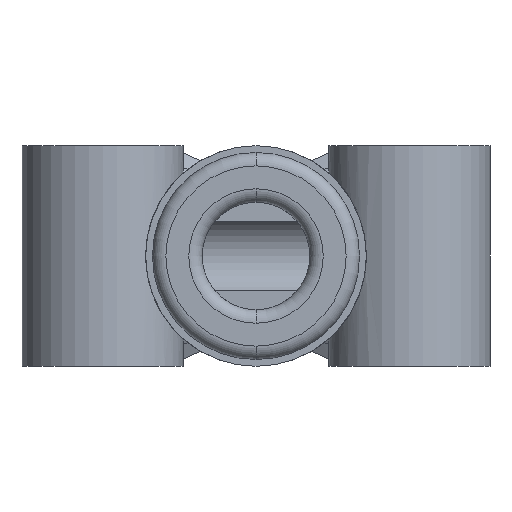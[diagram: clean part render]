
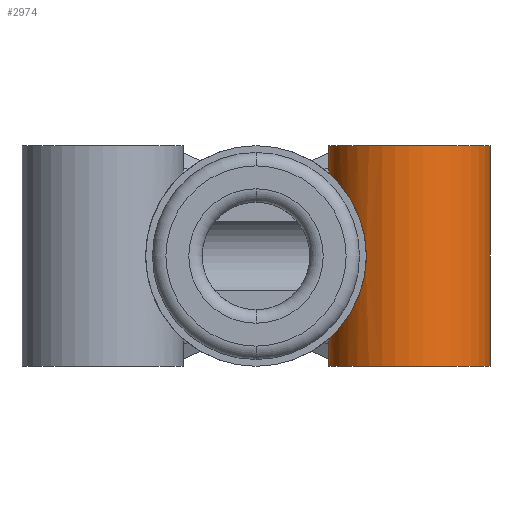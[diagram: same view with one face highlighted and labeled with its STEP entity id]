
A CAD part, front view. The second image highlights one B-rep face of the part: STEP entity #2974.
In plain terms, the highlighted cylindrical face has radius 3 mm (diameter 6 mm), a partial arc.
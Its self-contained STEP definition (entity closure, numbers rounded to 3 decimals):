
#2 = CIRCLE ( 'NONE', #819, 3. ) ;
#66 = CARTESIAN_POINT ( 'NONE',  ( 2.7, -18.2, 4.1 ) ) ;
#83 = ORIENTED_EDGE ( 'NONE', *, *, #3683, .T. ) ;
#98 = ORIENTED_EDGE ( 'NONE', *, *, #2526, .T. ) ;
#119 = ORIENTED_EDGE ( 'NONE', *, *, #940, .T. ) ;
#134 = EDGE_CURVE ( 'NONE', #3418, #1750, #2506, .T. ) ;
#204 = CARTESIAN_POINT ( 'NONE',  ( 3.002, -19.525, 2.795 ) ) ;
#221 = CARTESIAN_POINT ( 'NONE',  ( 3.982, -20.661, -0.995 ) ) ;
#233 = CARTESIAN_POINT ( 'NONE',  ( 2.7, -18.2, -3.085 ) ) ;
#258 = VERTEX_POINT ( 'NONE', #2575 ) ;
#493 = CARTESIAN_POINT ( 'NONE',  ( 3.27, -19.967, 2.478 ) ) ;
#505 = CARTESIAN_POINT ( 'NONE',  ( 3.798, -20.522, -1.556 ) ) ;
#599 = FACE_OUTER_BOUND ( 'NONE', #684, .T. ) ;
#628 = DIRECTION ( 'NONE',  ( 0., 0., -1. ) ) ;
#684 = EDGE_LOOP ( 'NONE', ( #1964, #119, #98, #83, #2185, #764 ) ) ;
#738 = CARTESIAN_POINT ( 'NONE',  ( 2.7, -18.2, 3.085 ) ) ;
#764 = ORIENTED_EDGE ( 'NONE', *, *, #3450, .F. ) ;
#765 = CARTESIAN_POINT ( 'NONE',  ( 3.645, -20.403, 1.909 ) ) ;
#772 = CARTESIAN_POINT ( 'NONE',  ( 3.55, -20.297, -2.058 ) ) ;
#774 = LINE ( 'NONE', #2894, #2945 ) ;
#787 = VERTEX_POINT ( 'NONE', #1153 ) ;
#819 = AXIS2_PLACEMENT_3D ( 'NONE', #2737, #1024, #3031 ) ;
#883 = VERTEX_POINT ( 'NONE', #66 ) ;
#917 = DIRECTION ( 'NONE',  ( 0., 0., -1. ) ) ;
#934 = CARTESIAN_POINT ( 'NONE',  ( 2.7, -18.2, -4.1 ) ) ;
#940 = EDGE_CURVE ( 'NONE', #2258, #883, #1007, .T. ) ;
#988 = VECTOR ( 'NONE', #917, 1000. ) ;
#1007 = CIRCLE ( 'NONE', #3245, 3. ) ;
#1024 = DIRECTION ( 'NONE',  ( 0., 0., -1. ) ) ;
#1044 = CARTESIAN_POINT ( 'NONE',  ( 3.983, -20.661, 0.992 ) ) ;
#1055 = CARTESIAN_POINT ( 'NONE',  ( 3.27, -19.967, -2.477 ) ) ;
#1094 = DIRECTION ( 'NONE',  ( 0., 0., -1. ) ) ;
#1153 = CARTESIAN_POINT ( 'NONE',  ( 2.7, -18.2, 3.085 ) ) ;
#1345 = CARTESIAN_POINT ( 'NONE',  ( 4.085, -20.729, 0.399 ) ) ;
#1359 = CARTESIAN_POINT ( 'NONE',  ( 3.002, -19.525, -2.794 ) ) ;
#1388 = CARTESIAN_POINT ( 'NONE',  ( 8.7, -18.2, 4.1 ) ) ;
#1626 = CARTESIAN_POINT ( 'NONE',  ( 2.721, -18.602, 3.068 ) ) ;
#1636 = CARTESIAN_POINT ( 'NONE',  ( 4.1, -20.738, -0.204 ) ) ;
#1648 = CARTESIAN_POINT ( 'NONE',  ( 2.8, -18.992, -2.996 ) ) ;
#1671 = DIRECTION ( 'NONE',  ( 0., 0., -1. ) ) ;
#1750 = VERTEX_POINT ( 'NONE', #934 ) ;
#1898 = CARTESIAN_POINT ( 'NONE',  ( 2.7, -18.404, 3.085 ) ) ;
#1910 = CARTESIAN_POINT ( 'NONE',  ( 2.858, -19.18, 2.941 ) ) ;
#1911 = DIRECTION ( 'NONE',  ( 0., 0., -1. ) ) ;
#1927 = CARTESIAN_POINT ( 'NONE',  ( 4.026, -20.69, -0.801 ) ) ;
#1942 = CARTESIAN_POINT ( 'NONE',  ( 2.7, -18.404, -3.085 ) ) ;
#1950 = AXIS2_PLACEMENT_3D ( 'NONE', #3036, #1911, #2741 ) ;
#1964 = ORIENTED_EDGE ( 'NONE', *, *, #2398, .F. ) ;
#2185 = ORIENTED_EDGE ( 'NONE', *, *, #134, .T. ) ;
#2191 = CARTESIAN_POINT ( 'NONE',  ( 3.088, -19.686, 2.7 ) ) ;
#2201 = CARTESIAN_POINT ( 'NONE',  ( 3.869, -20.577, -1.372 ) ) ;
#2247 = VECTOR ( 'NONE', #1671, 1000. ) ;
#2258 = VERTEX_POINT ( 'NONE', #3611 ) ;
#2314 = B_SPLINE_CURVE_WITH_KNOTS ( 'NONE', 3,
 ( #738, #1898, #1626, #3617, #1910, #204, #2191, #493, #2457, #765, #2757, #1044, #3046, #1345, #3338, #1636, #3631, #1927, #221, #2201, #505, #2471, #772, #2768, #1055, #3059, #1359, #3350, #1648, #3644, #1942, #233 ),
 .UNSPECIFIED., .F., .F.,
 ( 4, 2, 2, 2, 2, 2, 2, 2, 2, 2, 2, 2, 2, 2, 2, 4 ),
 ( 0., 0.001, 0.001, 0.002, 0.002, 0.004, 0.004, 0.005, 0.005, 0.006, 0.007, 0.007, 0.008, 0.008, 0.009, 0.01 ),
 .UNSPECIFIED. ) ;
#2337 = CARTESIAN_POINT ( 'NONE',  ( 2.7, -18.2, 4.1 ) ) ;
#2398 = EDGE_CURVE ( 'NONE', #2258, #258, #3004, .T. ) ;
#2457 = CARTESIAN_POINT ( 'NONE',  ( 3.366, -20.09, 2.347 ) ) ;
#2471 = CARTESIAN_POINT ( 'NONE',  ( 3.64, -20.383, -1.897 ) ) ;
#2506 = LINE ( 'NONE', #2337, #988 ) ;
#2526 = EDGE_CURVE ( 'NONE', #883, #787, #774, .T. ) ;
#2575 = CARTESIAN_POINT ( 'NONE',  ( 8.7, -18.2, -4.1 ) ) ;
#2673 = CYLINDRICAL_SURFACE ( 'NONE', #1950, 3. ) ;
#2705 = CARTESIAN_POINT ( 'NONE',  ( 2.7, -18.2, -3.085 ) ) ;
#2737 = CARTESIAN_POINT ( 'NONE',  ( 5.7, -18.2, -4.1 ) ) ;
#2741 = DIRECTION ( 'NONE',  ( -1., 0., 0. ) ) ;
#2757 = CARTESIAN_POINT ( 'NONE',  ( 3.813, -20.537, 1.557 ) ) ;
#2768 = CARTESIAN_POINT ( 'NONE',  ( 3.365, -20.088, -2.349 ) ) ;
#2796 = CARTESIAN_POINT ( 'NONE',  ( 5.7, -18.2, 4.1 ) ) ;
#2894 = CARTESIAN_POINT ( 'NONE',  ( 2.7, -18.2, 4.1 ) ) ;
#2945 = VECTOR ( 'NONE', #628, 1000. ) ;
#2974 = ADVANCED_FACE ( 'NONE', ( #599 ), #2673, .T. ) ;
#3004 = LINE ( 'NONE', #1388, #2247 ) ;
#3031 = DIRECTION ( 'NONE',  ( -1., 0., 0. ) ) ;
#3036 = CARTESIAN_POINT ( 'NONE',  ( 5.7, -18.2, 4.1 ) ) ;
#3046 = CARTESIAN_POINT ( 'NONE',  ( 4.027, -20.691, 0.795 ) ) ;
#3059 = CARTESIAN_POINT ( 'NONE',  ( 3.089, -19.687, -2.7 ) ) ;
#3087 = DIRECTION ( 'NONE',  ( -1., 0., 0. ) ) ;
#3245 = AXIS2_PLACEMENT_3D ( 'NONE', #2796, #1094, #3087 ) ;
#3338 = CARTESIAN_POINT ( 'NONE',  ( 4.1, -20.738, 0.199 ) ) ;
#3350 = CARTESIAN_POINT ( 'NONE',  ( 2.859, -19.181, -2.941 ) ) ;
#3418 = VERTEX_POINT ( 'NONE', #2705 ) ;
#3450 = EDGE_CURVE ( 'NONE', #258, #1750, #2, .T. ) ;
#3611 = CARTESIAN_POINT ( 'NONE',  ( 8.7, -18.2, 4.1 ) ) ;
#3617 = CARTESIAN_POINT ( 'NONE',  ( 2.799, -18.991, 2.996 ) ) ;
#3631 = CARTESIAN_POINT ( 'NONE',  ( 4.085, -20.728, -0.407 ) ) ;
#3644 = CARTESIAN_POINT ( 'NONE',  ( 2.721, -18.603, -3.068 ) ) ;
#3683 = EDGE_CURVE ( 'NONE', #787, #3418, #2314, .T. ) ;
